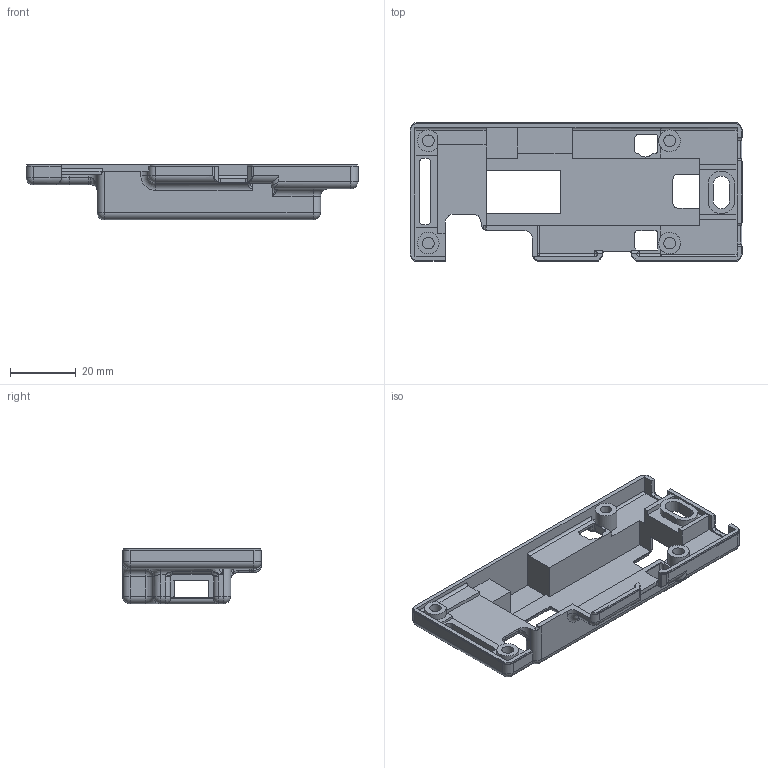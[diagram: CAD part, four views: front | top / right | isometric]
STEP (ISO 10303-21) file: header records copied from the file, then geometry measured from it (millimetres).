
FILE_DESCRIPTION (( 'STEP AP214' ), '1' );
FILE_NAME ('10000200_r2.STEP', '2017-04-10T14:33:21', ( '' ), ( '' ), 'SwSTEP 2.0', 'SolidWorks 2016', '' );
FILE_SCHEMA (( 'AUTOMOTIVE_DESIGN' ));
Length unit declared in the file: inch
Products named in the file (1): 10000200_r2
Bounding box: 101.35 x 42.42 x 17.02 mm (x, y, z)
Volume: 11676 mm3; surface area: 14021.7 mm2
Topology: 1 solids, 1 shells, 404 faces, 1032 edges, 603 vertices
Faces by surface type: cylinder 156, plane 149, torus 42, bspline 29, sphere 22, cone 6
Full cylindrical faces by diameter (mm): 3.556 x4, 6.604 x3
Entity records: 12790 total; most frequent: CARTESIAN_POINT 3320, ORIENTED_EDGE 1994, DIRECTION 1989, EDGE_CURVE 997, AXIS2_PLACEMENT_3D 720, VERTEX_POINT 601, VECTOR 549, LINE 549
